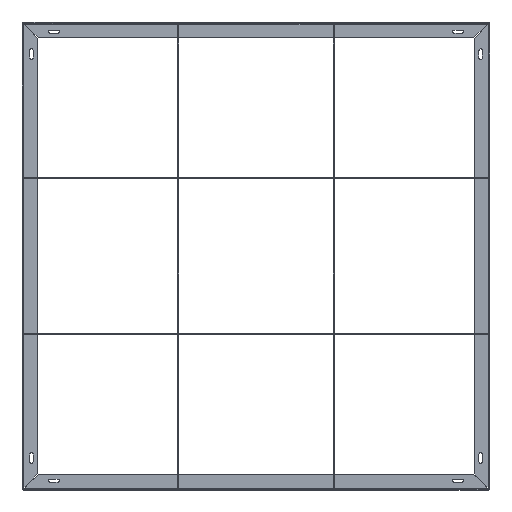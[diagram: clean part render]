
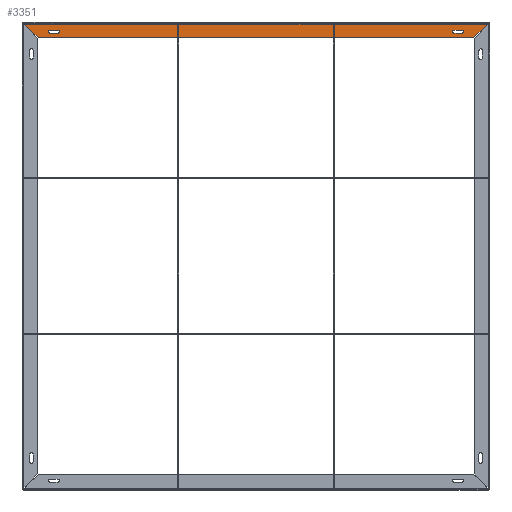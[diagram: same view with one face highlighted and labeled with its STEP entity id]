
A CAD part, top view. The second image highlights one B-rep face of the part: STEP entity #3351.
In plain terms, the highlighted planar face has unit normal (0, 0, 1).
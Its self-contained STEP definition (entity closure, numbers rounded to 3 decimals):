
#35 = CARTESIAN_POINT ( 'NONE',  ( 0., 0., -3. ) ) ;
#75 = ORIENTED_EDGE ( 'NONE', *, *, #1426, .F. ) ;
#338 = ORIENTED_EDGE ( 'NONE', *, *, #1711, .F. ) ;
#371 = EDGE_CURVE ( 'NONE', #1684, #5306, #5945, .T. ) ;
#438 = DIRECTION ( 'NONE',  ( 0.707, 0.707, 0. ) ) ;
#444 = VERTEX_POINT ( 'NONE', #1475 ) ;
#476 = AXIS2_PLACEMENT_3D ( 'NONE', #2885, #2240, #1747 ) ;
#499 = AXIS2_PLACEMENT_3D ( 'NONE', #577, #6303, #999 ) ;
#536 = LINE ( 'NONE', #2697, #6946 ) ;
#577 = CARTESIAN_POINT ( 'NONE',  ( 1384.5, 1467., -3. ) ) ;
#595 = CARTESIAN_POINT ( 'NONE',  ( 1409.5, 1467., -3. ) ) ;
#733 = VECTOR ( 'NONE', #4984, 1000. ) ;
#871 = ORIENTED_EDGE ( 'NONE', *, *, #1643, .T. ) ;
#940 = DIRECTION ( 'NONE',  ( 1., 0., 0. ) ) ;
#999 = DIRECTION ( 'NONE',  ( 0., -1., 0. ) ) ;
#1029 = DIRECTION ( 'NONE',  ( -1., 0., 0. ) ) ;
#1036 = CIRCLE ( 'NONE', #5799, 5. ) ;
#1051 = EDGE_CURVE ( 'NONE', #3274, #6892, #1837, .T. ) ;
#1074 = VECTOR ( 'NONE', #438, 1000. ) ;
#1132 = CARTESIAN_POINT ( 'NONE',  ( 1409.5, 1462., -3. ) ) ;
#1139 = PLANE ( 'NONE',  #2303 ) ;
#1174 = CARTESIAN_POINT ( 'NONE',  ( 749.207, 749.207, -3. ) ) ;
#1176 = VERTEX_POINT ( 'NONE', #1132 ) ;
#1181 = DIRECTION ( 'NONE',  ( 1., 0., 0. ) ) ;
#1191 = EDGE_CURVE ( 'NONE', #4173, #444, #536, .T. ) ;
#1217 = CARTESIAN_POINT ( 'NONE',  ( 89.914, 1462., -3. ) ) ;
#1325 = VERTEX_POINT ( 'NONE', #1695 ) ;
#1426 = EDGE_CURVE ( 'NONE', #444, #1684, #1036, .T. ) ;
#1475 = CARTESIAN_POINT ( 'NONE',  ( 89.914, 1472., -3. ) ) ;
#1518 = ORIENTED_EDGE ( 'NONE', *, *, #4527, .F. ) ;
#1573 = EDGE_LOOP ( 'NONE', ( #2634, #5780, #1642, #5144 ) ) ;
#1601 = EDGE_LOOP ( 'NONE', ( #1518, #5268, #871, #4437 ) ) ;
#1605 = CARTESIAN_POINT ( 'NONE',  ( 0., 1462., -3. ) ) ;
#1637 = LINE ( 'NONE', #3135, #3313 ) ;
#1642 = ORIENTED_EDGE ( 'NONE', *, *, #3337, .F. ) ;
#1643 = EDGE_CURVE ( 'NONE', #6892, #3521, #5585, .T. ) ;
#1684 = VERTEX_POINT ( 'NONE', #1217 ) ;
#1695 = CARTESIAN_POINT ( 'NONE',  ( 1384.5, 1472., -3. ) ) ;
#1711 = EDGE_CURVE ( 'NONE', #5306, #4173, #6596, .T. ) ;
#1747 = DIRECTION ( 'NONE',  ( 0., -1., 0. ) ) ;
#1837 = LINE ( 'NONE', #1174, #3092 ) ;
#1890 = EDGE_CURVE ( 'NONE', #5255, #1325, #1637, .T. ) ;
#2097 = CARTESIAN_POINT ( 'NONE',  ( 0.5, -0.5, -3. ) ) ;
#2240 = DIRECTION ( 'NONE',  ( 0., 0., 1. ) ) ;
#2242 = DIRECTION ( 'NONE',  ( 1., 0., 0. ) ) ;
#2281 = VECTOR ( 'NONE', #1181, 1000. ) ;
#2303 = AXIS2_PLACEMENT_3D ( 'NONE', #35, #6006, #5970 ) ;
#2508 = CARTESIAN_POINT ( 'NONE',  ( 89.914, 1467., -3. ) ) ;
#2616 = CARTESIAN_POINT ( 'NONE',  ( 1409.5, 1472., -3. ) ) ;
#2627 = VECTOR ( 'NONE', #2242, 1000. ) ;
#2634 = ORIENTED_EDGE ( 'NONE', *, *, #4275, .F. ) ;
#2635 = FACE_BOUND ( 'NONE', #1573, .T. ) ;
#2697 = CARTESIAN_POINT ( 'NONE',  ( 0., 1472., -3. ) ) ;
#2773 = CARTESIAN_POINT ( 'NONE',  ( 1448., 1447., -3. ) ) ;
#2885 = CARTESIAN_POINT ( 'NONE',  ( 114.914, 1467., -3. ) ) ;
#2981 = VERTEX_POINT ( 'NONE', #4391 ) ;
#3008 = DIRECTION ( 'NONE',  ( 0., -1., 0. ) ) ;
#3092 = VECTOR ( 'NONE', #6147, 1000. ) ;
#3135 = CARTESIAN_POINT ( 'NONE',  ( 0., 1472., -3. ) ) ;
#3207 = VERTEX_POINT ( 'NONE', #5168 ) ;
#3274 = VERTEX_POINT ( 'NONE', #5409 ) ;
#3313 = VECTOR ( 'NONE', #1029, 1000. ) ;
#3337 = EDGE_CURVE ( 'NONE', #1325, #3207, #3558, .T. ) ;
#3351 = ADVANCED_FACE ( 'NONE', ( #2635, #4811, #3807 ), #1139, .T. ) ;
#3500 = VECTOR ( 'NONE', #940, 1000. ) ;
#3521 = VERTEX_POINT ( 'NONE', #2773 ) ;
#3543 = DIRECTION ( 'NONE',  ( 0., 0., 1. ) ) ;
#3558 = CIRCLE ( 'NONE', #499, 5. ) ;
#3682 = CARTESIAN_POINT ( 'NONE',  ( 114.914, 1462., -3. ) ) ;
#3807 = FACE_OUTER_BOUND ( 'NONE', #1601, .T. ) ;
#3830 = DIRECTION ( 'NONE',  ( -1., 0., 0. ) ) ;
#3882 = LINE ( 'NONE', #1605, #733 ) ;
#4025 = CARTESIAN_POINT ( 'NONE',  ( 0., 1447., -3. ) ) ;
#4158 = CARTESIAN_POINT ( 'NONE',  ( 51.414, 1447., -3. ) ) ;
#4170 = ORIENTED_EDGE ( 'NONE', *, *, #1191, .F. ) ;
#4173 = VERTEX_POINT ( 'NONE', #5914 ) ;
#4275 = EDGE_CURVE ( 'NONE', #1176, #5255, #7014, .T. ) ;
#4391 = CARTESIAN_POINT ( 'NONE',  ( 1492., 1491., -3. ) ) ;
#4437 = ORIENTED_EDGE ( 'NONE', *, *, #4853, .T. ) ;
#4527 = EDGE_CURVE ( 'NONE', #3274, #2981, #5869, .T. ) ;
#4707 = LINE ( 'NONE', #2097, #1074 ) ;
#4811 = FACE_BOUND ( 'NONE', #5684, .T. ) ;
#4853 = EDGE_CURVE ( 'NONE', #3521, #2981, #4707, .T. ) ;
#4961 = EDGE_CURVE ( 'NONE', #3207, #1176, #3882, .T. ) ;
#4984 = DIRECTION ( 'NONE',  ( 1., 0., 0. ) ) ;
#5026 = ORIENTED_EDGE ( 'NONE', *, *, #371, .F. ) ;
#5033 = DIRECTION ( 'NONE',  ( 0., 0., 1. ) ) ;
#5144 = ORIENTED_EDGE ( 'NONE', *, *, #1890, .F. ) ;
#5168 = CARTESIAN_POINT ( 'NONE',  ( 1384.5, 1462., -3. ) ) ;
#5255 = VERTEX_POINT ( 'NONE', #2616 ) ;
#5268 = ORIENTED_EDGE ( 'NONE', *, *, #1051, .T. ) ;
#5306 = VERTEX_POINT ( 'NONE', #3682 ) ;
#5409 = CARTESIAN_POINT ( 'NONE',  ( 7.414, 1491., -3. ) ) ;
#5521 = CARTESIAN_POINT ( 'NONE',  ( 0., 1462., -3. ) ) ;
#5561 = DIRECTION ( 'NONE',  ( 0., -1., 0. ) ) ;
#5585 = LINE ( 'NONE', #4025, #2281 ) ;
#5684 = EDGE_LOOP ( 'NONE', ( #75, #4170, #338, #5026 ) ) ;
#5780 = ORIENTED_EDGE ( 'NONE', *, *, #4961, .F. ) ;
#5799 = AXIS2_PLACEMENT_3D ( 'NONE', #2508, #3543, #3008 ) ;
#5869 = LINE ( 'NONE', #6909, #3500 ) ;
#5914 = CARTESIAN_POINT ( 'NONE',  ( 114.914, 1472., -3. ) ) ;
#5945 = LINE ( 'NONE', #5521, #2627 ) ;
#5970 = DIRECTION ( 'NONE',  ( 0., -1., 0. ) ) ;
#6006 = DIRECTION ( 'NONE',  ( 0., 0., 1. ) ) ;
#6147 = DIRECTION ( 'NONE',  ( 0.707, -0.707, 0. ) ) ;
#6303 = DIRECTION ( 'NONE',  ( 0., 0., 1. ) ) ;
#6335 = AXIS2_PLACEMENT_3D ( 'NONE', #595, #5033, #5561 ) ;
#6596 = CIRCLE ( 'NONE', #476, 5. ) ;
#6892 = VERTEX_POINT ( 'NONE', #4158 ) ;
#6909 = CARTESIAN_POINT ( 'NONE',  ( 6., 1491., -3. ) ) ;
#6946 = VECTOR ( 'NONE', #3830, 1000. ) ;
#7014 = CIRCLE ( 'NONE', #6335, 5. ) ;
